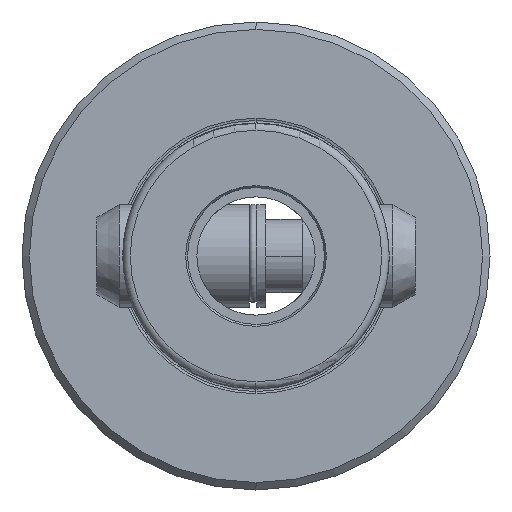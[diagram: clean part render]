
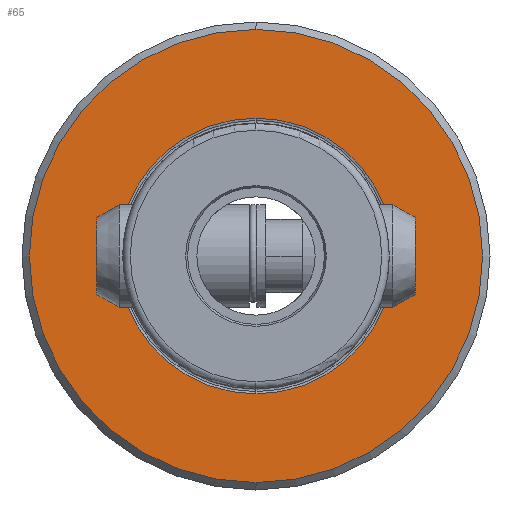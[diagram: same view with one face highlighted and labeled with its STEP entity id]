
A CAD part, left-side view. The second image highlights one B-rep face of the part: STEP entity #65.
In plain terms, the highlighted planar face has unit normal (-1, 0, 0).
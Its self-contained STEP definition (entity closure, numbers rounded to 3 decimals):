
#65 = ADVANCED_FACE ( 'NONE', ( #2073, #2074 ), #1107, .F. ) ;
#113 = EDGE_CURVE ( 'NONE', #1858, #1783, #359, .T. ) ;
#114 = EDGE_CURVE ( 'NONE', #1775, #1805, #361, .T. ) ;
#161 = EDGE_CURVE ( 'NONE', #1805, #1775, #428, .T. ) ;
#164 = EDGE_CURVE ( 'NONE', #1783, #1858, #432, .T. ) ;
#293 = AXIS2_PLACEMENT_3D ( 'NONE', #1108, #1109, #1110 ) ;
#359 = CIRCLE ( 'NONE', #360, 30.635 ) ;
#360 = AXIS2_PLACEMENT_3D ( 'NONE', #2543, #2544, #2545 ) ;
#361 = CIRCLE ( 'NONE', #362, 18.639 ) ;
#362 = AXIS2_PLACEMENT_3D ( 'NONE', #2546, #2547, #2548 ) ;
#428 = CIRCLE ( 'NONE', #430, 18.639 ) ;
#430 = AXIS2_PLACEMENT_3D ( 'NONE', #2838, #2839, #2840 ) ;
#432 = CIRCLE ( 'NONE', #434, 30.635 ) ;
#434 = AXIS2_PLACEMENT_3D ( 'NONE', #2845, #2846, #2847 ) ;
#500 = ORIENTED_EDGE ( 'NONE', *, *, #113, .T. ) ;
#502 = ORIENTED_EDGE ( 'NONE', *, *, #114, .F. ) ;
#504 = ORIENTED_EDGE ( 'NONE', *, *, #161, .F. ) ;
#505 = ORIENTED_EDGE ( 'NONE', *, *, #164, .T. ) ;
#1107 = PLANE ( 'NONE',  #293 ) ;
#1108 = CARTESIAN_POINT ( 'NONE',  ( 40., 18.639, 0. ) ) ;
#1109 = DIRECTION ( 'NONE',  ( 1., 0., 0. ) ) ;
#1110 = DIRECTION ( 'NONE',  ( 0., 0., -1. ) ) ;
#1775 = VERTEX_POINT ( 'NONE', #5004 ) ;
#1783 = VERTEX_POINT ( 'NONE', #5012 ) ;
#1805 = VERTEX_POINT ( 'NONE', #5034 ) ;
#1858 = VERTEX_POINT ( 'NONE', #5087 ) ;
#1964 = EDGE_LOOP ( 'NONE', ( #502, #504 ) ) ;
#1965 = EDGE_LOOP ( 'NONE', ( #500, #505 ) ) ;
#2073 = FACE_BOUND ( 'NONE', #1964, .T. ) ;
#2074 = FACE_OUTER_BOUND ( 'NONE', #1965, .T. ) ;
#2543 = CARTESIAN_POINT ( 'NONE',  ( 40., 0., 0. ) ) ;
#2544 = DIRECTION ( 'NONE',  ( -1., 0., 0. ) ) ;
#2545 = DIRECTION ( 'NONE',  ( 0., 0., 1. ) ) ;
#2546 = CARTESIAN_POINT ( 'NONE',  ( 40., 0., 0. ) ) ;
#2547 = DIRECTION ( 'NONE',  ( -1., 0., 0. ) ) ;
#2548 = DIRECTION ( 'NONE',  ( 0., 0., 1. ) ) ;
#2838 = CARTESIAN_POINT ( 'NONE',  ( 40., 0., 0. ) ) ;
#2839 = DIRECTION ( 'NONE',  ( -1., 0., 0. ) ) ;
#2840 = DIRECTION ( 'NONE',  ( 0., 0., 1. ) ) ;
#2845 = CARTESIAN_POINT ( 'NONE',  ( 40., 0., 0. ) ) ;
#2846 = DIRECTION ( 'NONE',  ( -1., 0., 0. ) ) ;
#2847 = DIRECTION ( 'NONE',  ( 0., 0., 1. ) ) ;
#5004 = CARTESIAN_POINT ( 'NONE',  ( 40., 0., 18.639 ) ) ;
#5012 = CARTESIAN_POINT ( 'NONE',  ( 40., 0., 30.635 ) ) ;
#5034 = CARTESIAN_POINT ( 'NONE',  ( 40., 0., -18.639 ) ) ;
#5087 = CARTESIAN_POINT ( 'NONE',  ( 40., 0., -30.635 ) ) ;
